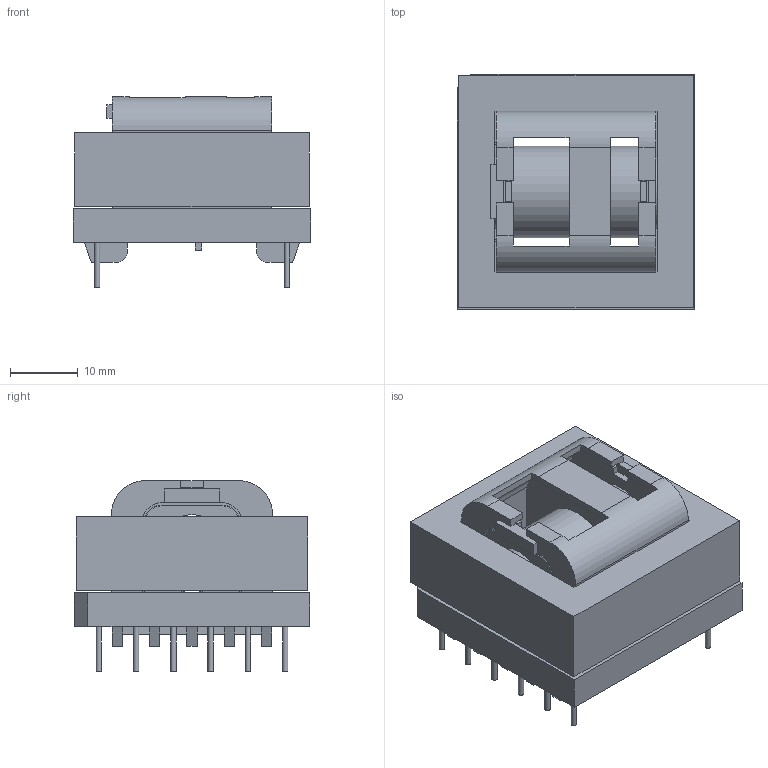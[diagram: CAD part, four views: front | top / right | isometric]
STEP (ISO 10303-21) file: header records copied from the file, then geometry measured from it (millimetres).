
FILE_DESCRIPTION(/* description */ ('Unknown'),/* implementation_level */ '2;1');
FILE_NAME(/* name */ 'T_Wurth_WE-LLCR-ETD34',/* time_stamp */ '2025-09-09T16:52:43+08:00',/* author */ ('Unknown'),/* organization */ ('Unknown'),/* preprocessor_version */ 'ST-DEVELOPER v19.4',/* originating_system */ 'Solid Edge',/* authorisation */ 'Unknown');
FILE_SCHEMA (('AUTOMOTIVE_DESIGN {1 0 10303 214 3 1 1}'));
Length unit declared in the file: millimetre
Products named in the file (2): T_Wurth_WE-LLCR-ETD34
Assembly tree (1 placements, depth 2):
  T_Wurth_WE-LLCR-ETD34
    T_Wurth_WE-LLCR-ETD34
Bounding box: 35 x 34.7 x 28.11 mm (x, y, z)
Volume: 14747.3 mm3; surface area: 15306.4 mm2
Topology: 1 solids, 1 shells, 293 faces, 837 edges, 545 vertices
Faces by surface type: plane 232, cylinder 57, cone 4
Full cylindrical faces by diameter (mm): 0.8 x12, 10.8 x1, 11.5 x1, 13.5 x2
Entity records: 11487 total; most frequent: CARTESIAN_POINT 1655, ORIENTED_EDGE 1636, DIRECTION 1552, EDGE_CURVE 818, LINE 674, VECTOR 674, VERTEX_POINT 542, AXIS2_PLACEMENT_3D 439
